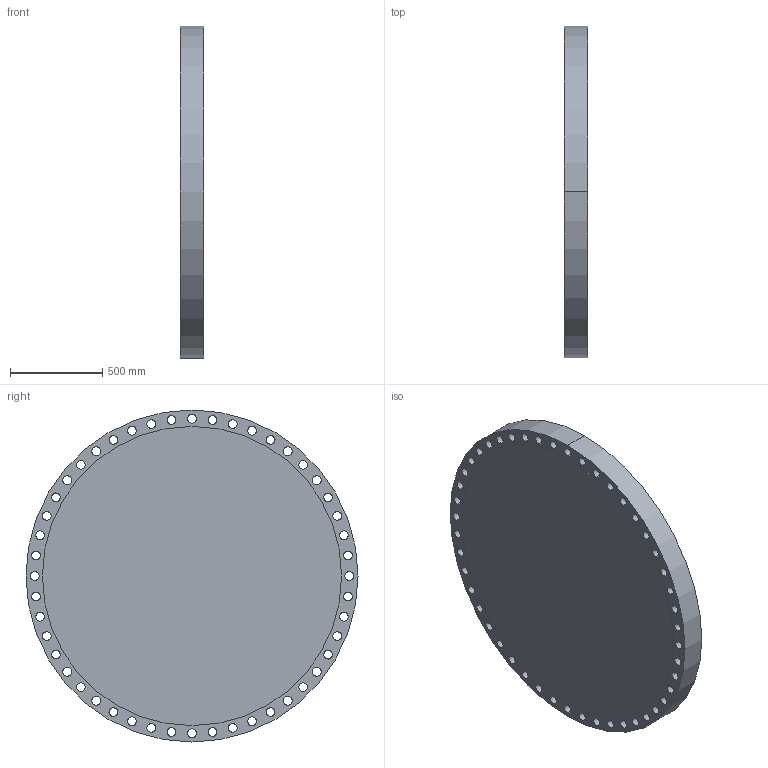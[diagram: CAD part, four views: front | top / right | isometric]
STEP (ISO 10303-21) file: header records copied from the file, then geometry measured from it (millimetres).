
FILE_DESCRIPTION (( 'STEP AP203' ), '1' );
FILE_NAME ('58_150_B1647A_RF_BLF.STEP', '2024-01-12T20:33:35', ( '' ), ( '' ), 'SwSTEP 2.0', 'SolidWorks 2023', '' );
FILE_SCHEMA (( 'CONFIG_CONTROL_DESIGN' ));
Length unit declared in the file: inch
Products named in the file (1): 58_150_B1647A_RF_BLF
Bounding box: 130.18 x 1803.4 x 1803.4 mm (x, y, z)
Volume: 320752343.9 mm3; surface area: 6597711.4 mm2
Topology: 1 solids, 1 shells, 103 faces, 300 edges, 200 vertices
Faces by surface type: cylinder 100, plane 3
Entity records: 3805 total; most frequent: DIRECTION 708, CARTESIAN_POINT 604, ORIENTED_EDGE 600, AXIS2_PLACEMENT_3D 304, EDGE_CURVE 300, VERTEX_POINT 200, CIRCLE 200, EDGE_LOOP 200
